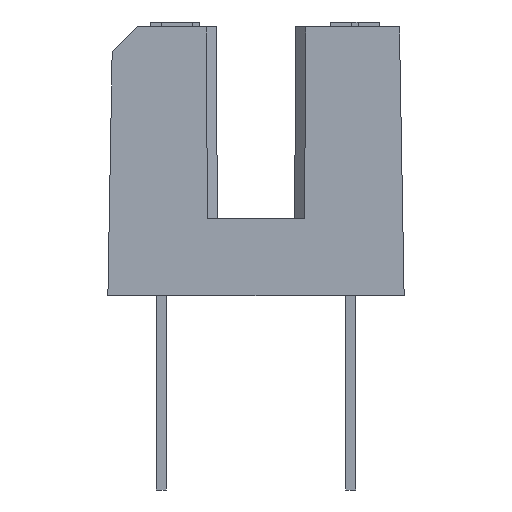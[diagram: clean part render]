
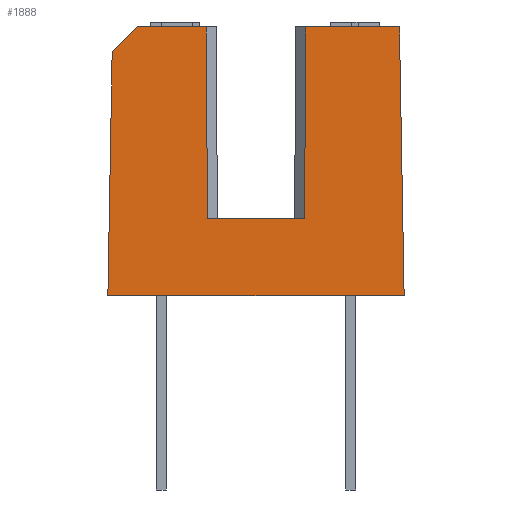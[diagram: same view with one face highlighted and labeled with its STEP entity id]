
A CAD part, front view. The second image highlights one B-rep face of the part: STEP entity #1888.
In plain terms, the highlighted planar face has unit normal (0, -1, 0.018).
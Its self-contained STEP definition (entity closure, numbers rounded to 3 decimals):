
#141=FACE_OUTER_BOUND('',#244,.T.);
#244=EDGE_LOOP('',(#1662,#1663,#1664,#1665,#1666,#1667,#1668,#1669,#1670));
#386=LINE('',#2848,#631);
#398=LINE('',#2872,#643);
#482=LINE('',#3045,#727);
#486=LINE('',#3052,#731);
#487=LINE('',#3055,#732);
#491=LINE('',#3061,#736);
#492=LINE('',#3064,#737);
#493=LINE('',#3066,#738);
#494=LINE('',#3067,#739);
#631=VECTOR('',#2216,1.427);
#643=VECTOR('',#2232,2.761);
#727=VECTOR('',#2380,7.701);
#731=VECTOR('',#2386,7.701);
#732=VECTOR('',#2389,3.761);
#736=VECTOR('',#2397,3.9);
#737=VECTOR('',#2400,9.803);
#738=VECTOR('',#2401,11.9);
#739=VECTOR('',#2402,10.803);
#842=VERTEX_POINT('',#2846);
#843=VERTEX_POINT('',#2847);
#853=VERTEX_POINT('',#2871);
#910=VERTEX_POINT('',#3044);
#911=VERTEX_POINT('',#3048);
#912=VERTEX_POINT('',#3050);
#913=VERTEX_POINT('',#3054);
#914=VERTEX_POINT('',#3063);
#915=VERTEX_POINT('',#3065);
#1066=EDGE_CURVE('',#842,#843,#386,.T.);
#1078=EDGE_CURVE('',#843,#853,#398,.F.);
#1162=EDGE_CURVE('',#853,#910,#482,.T.);
#1166=EDGE_CURVE('',#912,#911,#486,.T.);
#1167=EDGE_CURVE('',#911,#913,#487,.F.);
#1171=EDGE_CURVE('',#912,#910,#491,.F.);
#1172=EDGE_CURVE('',#914,#842,#492,.T.);
#1173=EDGE_CURVE('',#915,#914,#493,.T.);
#1174=EDGE_CURVE('',#915,#913,#494,.F.);
#1662=ORIENTED_EDGE('',*,*,#1066,.F.);
#1663=ORIENTED_EDGE('',*,*,#1172,.F.);
#1664=ORIENTED_EDGE('',*,*,#1173,.F.);
#1665=ORIENTED_EDGE('',*,*,#1174,.T.);
#1666=ORIENTED_EDGE('',*,*,#1167,.F.);
#1667=ORIENTED_EDGE('',*,*,#1166,.F.);
#1668=ORIENTED_EDGE('',*,*,#1171,.T.);
#1669=ORIENTED_EDGE('',*,*,#1162,.F.);
#1670=ORIENTED_EDGE('',*,*,#1078,.F.);
#1785=PLANE('',#1980);
#1888=ADVANCED_FACE('',(#141),#1785,.T.);
#1980=AXIS2_PLACEMENT_3D('',#3062,#2398,#2399);
#2216=DIRECTION('',(0.713,0.012,0.701));
#2232=DIRECTION('',(-1.,0.,0.));
#2380=DIRECTION('',(0.006,-0.017,-1.));
#2386=DIRECTION('',(0.006,0.017,1.));
#2389=DIRECTION('',(-1.,0.,0.));
#2397=DIRECTION('',(1.,0.,0.));
#2398=DIRECTION('center_axis',(0.,-1.,0.017));
#2399=DIRECTION('ref_axis',(1.,0.,0.));
#2400=DIRECTION('',(0.017,0.017,1.));
#2401=DIRECTION('',(-1.,0.,0.));
#2402=DIRECTION('',(0.017,-0.017,-1.));
#2846=CARTESIAN_POINT('',(-5.779,-2.979,9.8));
#2847=CARTESIAN_POINT('',(-4.761,-2.961,10.8));
#2848=CARTESIAN_POINT('',(-7.998,-3.017,7.619));
#2871=CARTESIAN_POINT('',(-2.,-2.961,10.8));
#2872=CARTESIAN_POINT('',(-2.975,-2.961,10.8));
#3044=CARTESIAN_POINT('',(-1.95,-3.096,3.1));
#3045=CARTESIAN_POINT('',(-1.94,-3.123,1.561));
#3048=CARTESIAN_POINT('',(2.,-2.961,10.8));
#3050=CARTESIAN_POINT('',(1.95,-3.096,3.1));
#3052=CARTESIAN_POINT('',(1.965,-3.056,5.371));
#3054=CARTESIAN_POINT('',(5.761,-2.961,10.8));
#3055=CARTESIAN_POINT('',(-2.975,-2.961,10.8));
#3061=CARTESIAN_POINT('',(-2.2,-3.096,3.1));
#3062=CARTESIAN_POINT('Origin',(-5.95,-3.15,0.));
#3063=CARTESIAN_POINT('',(-5.95,-3.15,0.));
#3064=CARTESIAN_POINT('',(-5.949,-3.149,0.055));
#3065=CARTESIAN_POINT('',(5.95,-3.15,0.));
#3066=CARTESIAN_POINT('',(5.95,-3.15,0.));
#3067=CARTESIAN_POINT('',(5.948,-3.148,0.104));
